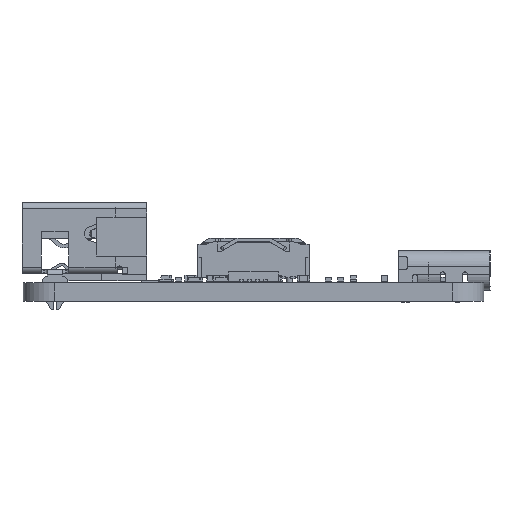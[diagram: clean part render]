
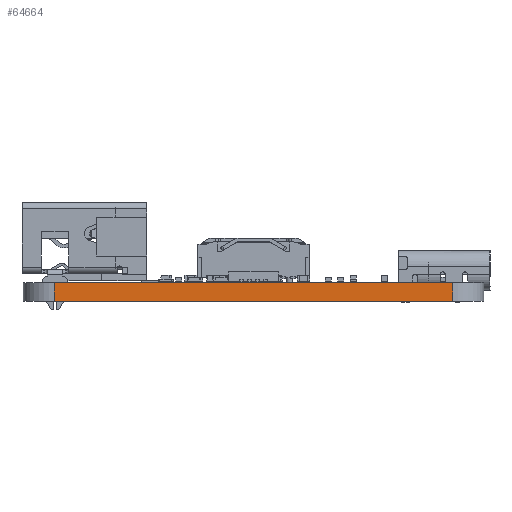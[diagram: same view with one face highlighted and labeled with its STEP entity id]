
A CAD part, left-side view. The second image highlights one B-rep face of the part: STEP entity #64664.
In plain terms, the highlighted planar face has unit normal (-1, 0, 0).
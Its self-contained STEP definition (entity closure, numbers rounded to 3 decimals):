
#62209 = VERTEX_POINT('',#62210);
#62210 = CARTESIAN_POINT('',(114.,-52.5,0.));
#62217 = EDGE_CURVE('',#62218,#62209,#62220,.T.);
#62218 = VERTEX_POINT('',#62219);
#62219 = CARTESIAN_POINT('',(114.,-84.5,0.));
#62220 = LINE('',#62221,#62222);
#62221 = CARTESIAN_POINT('',(114.,-84.5,0.));
#62222 = VECTOR('',#62223,1.);
#62223 = DIRECTION('',(0.,1.,0.));
#63423 = VERTEX_POINT('',#63424);
#63424 = CARTESIAN_POINT('',(114.,-52.5,1.51));
#63431 = EDGE_CURVE('',#63432,#63423,#63434,.T.);
#63432 = VERTEX_POINT('',#63433);
#63433 = CARTESIAN_POINT('',(114.,-84.5,1.51));
#63434 = LINE('',#63435,#63436);
#63435 = CARTESIAN_POINT('',(114.,-84.5,1.51));
#63436 = VECTOR('',#63437,1.);
#63437 = DIRECTION('',(0.,1.,0.));
#64634 = EDGE_CURVE('',#62209,#63423,#64635,.T.);
#64635 = LINE('',#64636,#64637);
#64636 = CARTESIAN_POINT('',(114.,-52.5,0.));
#64637 = VECTOR('',#64638,1.);
#64638 = DIRECTION('',(0.,0.,1.));
#64664 = ADVANCED_FACE('',(#64665),#64676,.T.);
#64665 = FACE_BOUND('',#64666,.T.);
#64666 = EDGE_LOOP('',(#64667,#64673,#64674,#64675));
#64667 = ORIENTED_EDGE('',*,*,#64668,.T.);
#64668 = EDGE_CURVE('',#62218,#63432,#64669,.T.);
#64669 = LINE('',#64670,#64671);
#64670 = CARTESIAN_POINT('',(114.,-84.5,0.));
#64671 = VECTOR('',#64672,1.);
#64672 = DIRECTION('',(0.,0.,1.));
#64673 = ORIENTED_EDGE('',*,*,#63431,.T.);
#64674 = ORIENTED_EDGE('',*,*,#64634,.F.);
#64675 = ORIENTED_EDGE('',*,*,#62217,.F.);
#64676 = PLANE('',#64677);
#64677 = AXIS2_PLACEMENT_3D('',#64678,#64679,#64680);
#64678 = CARTESIAN_POINT('',(114.,-84.5,0.));
#64679 = DIRECTION('',(-1.,0.,0.));
#64680 = DIRECTION('',(0.,1.,0.));
